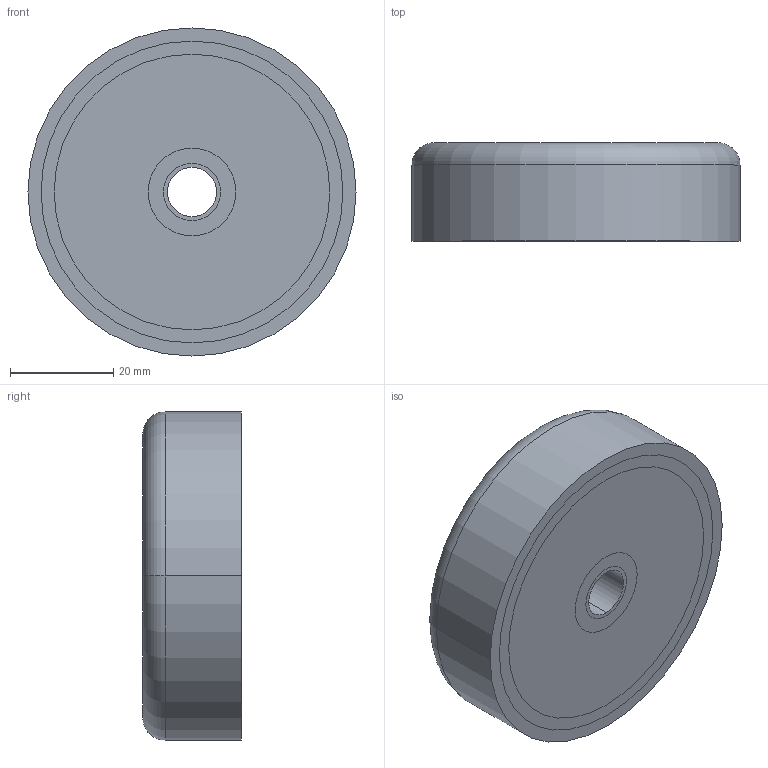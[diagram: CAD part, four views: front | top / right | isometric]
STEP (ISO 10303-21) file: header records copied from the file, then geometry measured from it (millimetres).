
FILE_DESCRIPTION (( 'STEP AP214' ), '1' );
FILE_NAME ('CUPI2500.step', '2012-04-20T23:14:03', ( '' ), ( '' ), 'SwSTEP 2.0', 'SolidWorks 2012', '' );
FILE_SCHEMA (( 'AUTOMOTIVE_DESIGN' ));
Length unit declared in the file: inch
Products named in the file (1): CUPI2500
Bounding box: 63.5 x 19.05 x 63.5 mm (x, y, z)
Volume: 60329.6 mm3; surface area: 28709.4 mm2
Topology: 4 solids, 4 shells, 29 faces, 58 edges, 38 vertices
Faces by surface type: cylinder 18, plane 9, torus 2
Entity records: 1138 total; most frequent: DIRECTION 158, CARTESIAN_POINT 126, ORIENTED_EDGE 116, AXIS2_PLACEMENT_3D 70, EDGE_CURVE 58, CIRCLE 40, EDGE_LOOP 38, VERTEX_POINT 38
